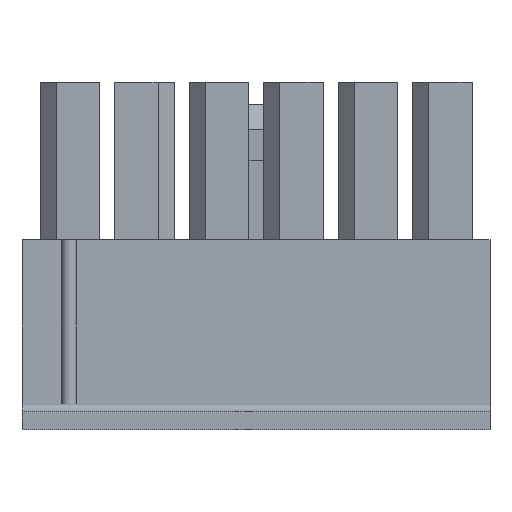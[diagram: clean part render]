
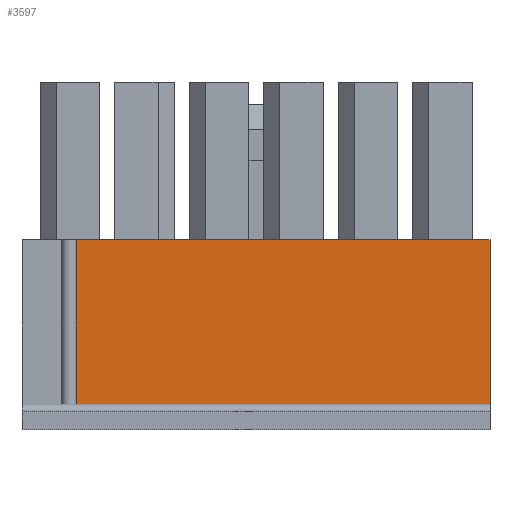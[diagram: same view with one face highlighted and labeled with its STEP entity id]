
A CAD part, top view. The second image highlights one B-rep face of the part: STEP entity #3597.
In plain terms, the highlighted planar face has unit normal (0, 0, 1).
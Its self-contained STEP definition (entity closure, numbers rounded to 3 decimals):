
#1=DIRECTION('',(0.,-1.,0.));
#2=VECTOR('',#1,6.63);
#3=CARTESIAN_POINT('',(9.42,3.65,3.43));
#4=LINE('',#3,#2);
#51=DIRECTION('',(1.,0.,0.));
#52=VECTOR('',#51,16.66);
#53=CARTESIAN_POINT('',(-7.24,3.65,3.43));
#54=LINE('',#53,#52);
#55=DIRECTION('',(0.,-1.,0.));
#56=VECTOR('',#55,6.63);
#57=CARTESIAN_POINT('',(-7.24,3.65,3.43));
#58=LINE('',#57,#56);
#1645=DIRECTION('',(1.,0.,0.));
#1646=VECTOR('',#1645,16.66);
#1647=CARTESIAN_POINT('',(-7.24,-2.98,3.43));
#1648=LINE('',#1647,#1646);
#2663=CARTESIAN_POINT('',(9.42,3.65,3.43));
#2664=CARTESIAN_POINT('',(9.42,-2.98,3.43));
#2665=VERTEX_POINT('',#2663);
#2666=VERTEX_POINT('',#2664);
#3207=CARTESIAN_POINT('',(-7.24,-2.98,3.43));
#3209=VERTEX_POINT('',#3207);
#3213=CARTESIAN_POINT('',(-7.24,3.65,3.43));
#3214=VERTEX_POINT('',#3213);
#3583=CARTESIAN_POINT('',(9.42,3.65,3.43));
#3584=DIRECTION('',(0.,0.,1.));
#3585=DIRECTION('',(0.,-1.,0.));
#3586=AXIS2_PLACEMENT_3D('',#3583,#3584,#3585);
#3587=PLANE('',#3586);
#3589=ORIENTED_EDGE('',*,*,#3588,.T.);
#3590=ORIENTED_EDGE('',*,*,#3544,.T.);
#3592=ORIENTED_EDGE('',*,*,#3591,.F.);
#3594=ORIENTED_EDGE('',*,*,#3593,.F.);
#3595=EDGE_LOOP('',(#3589,#3590,#3592,#3594));
#3596=FACE_OUTER_BOUND('',#3595,.F.);
#3597=ADVANCED_FACE('',(#3596),#3587,.T.);
#3544=EDGE_CURVE('',#2665,#2666,#4,.T.);
#3588=EDGE_CURVE('',#3214,#2665,#54,.T.);
#3591=EDGE_CURVE('',#3209,#2666,#1648,.T.);
#3593=EDGE_CURVE('',#3214,#3209,#58,.T.);
